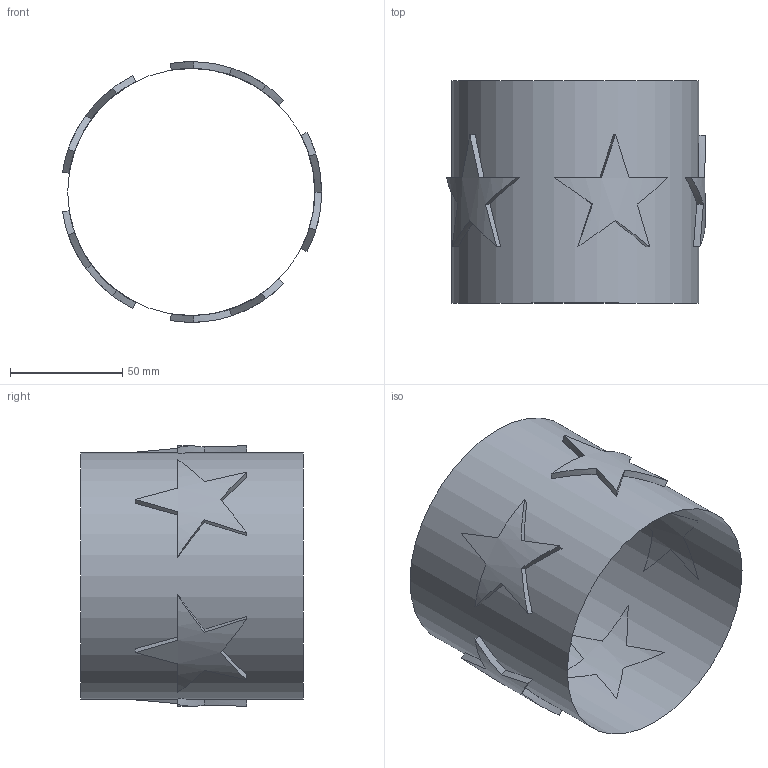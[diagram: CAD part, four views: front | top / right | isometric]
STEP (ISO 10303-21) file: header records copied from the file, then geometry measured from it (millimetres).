
FILE_DESCRIPTION(/* description */ (''),/* implementation_level */ '2;1');
FILE_NAME(/* name */ '',/* time_stamp */ '2025-11-06T13:34:32+03:00',/* author */ ('I9232'),/* organization */ (''),/* preprocessor_version */ 'ST-DEVELOPER v19.2',/* originating_system */ 'Autodesk Inventor 2023',/* authorisation */ '');
FILE_SCHEMA (('AUTOMOTIVE_DESIGN { 1 0 10303 214 3 1 1 }'));
Length unit declared in the file: millimetre
Products named in the file (1): Торт
Bounding box: 115.33 x 99 x 115.99 mm (x, y, z)
Volume: 13107.7 mm3; surface area: 45991.5 mm2
Topology: 5 solids, 6 shells, 61 faces, 153 edges, 102 vertices
Faces by surface type: bspline 40, cylinder 11, plane 10
Full cylindrical faces by diameter (mm): 110 x1
Entity records: 2410 total; most frequent: CARTESIAN_POINT 1157, ORIENTED_EDGE 304, EDGE_CURVE 153, DIRECTION 139, VERTEX_POINT 102, B_SPLINE_CURVE_WITH_KNOTS 80, FACE_OUTER_BOUND 61, EDGE_LOOP 61
